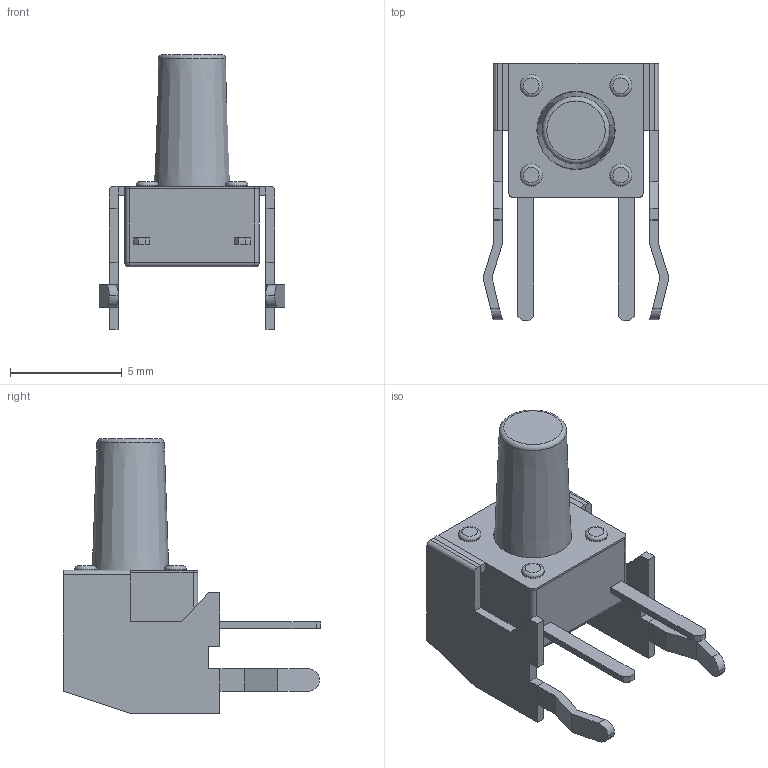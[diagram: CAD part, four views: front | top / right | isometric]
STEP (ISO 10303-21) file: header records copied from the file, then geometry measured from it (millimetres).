
FILE_DESCRIPTION(('FreeCAD Model'),'2;1');
FILE_NAME('Open CASCADE Shape Model','2022-11-18T11:58:38',( 'Engenharia Meltaltex'),('Engenharia Meltaltex'), 'Open CASCADE STEP processor 7.5','FreeCAD','Unknown');
FILE_SCHEMA(('AUTOMOTIVE_DESIGN { 1 0 10303 214 1 1 1 1 }'));
Length unit declared in the file: millimetre
Products named in the file (2): Open CASCADE STEP translator 7.5 14; Fusion
Assembly tree (1 placements, depth 2):
  Open CASCADE STEP translator 7.5 14
    Fusion
Bounding box: 8.31 x 11.5 x 12.3 mm (x, y, z)
Volume: 212.1 mm3; surface area: 426.2 mm2
Topology: 1 solids, 1 shells, 114 faces, 273 edges, 167 vertices
Faces by surface type: plane 87, cylinder 19, torus 5, sphere 2, cone 1
Full cylindrical faces by diameter (mm): 1 x4, 3.5 x1
Entity records: 3556 total; most frequent: CARTESIAN_POINT 554, DIRECTION 549, ORIENTED_EDGE 542, EDGE_CURVE 271, LINE 225, VECTOR 225, VERTEX_POINT 167, AXIS2_PLACEMENT_3D 162
